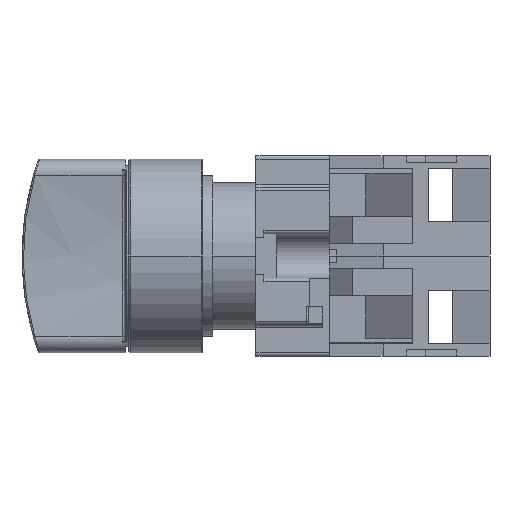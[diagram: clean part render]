
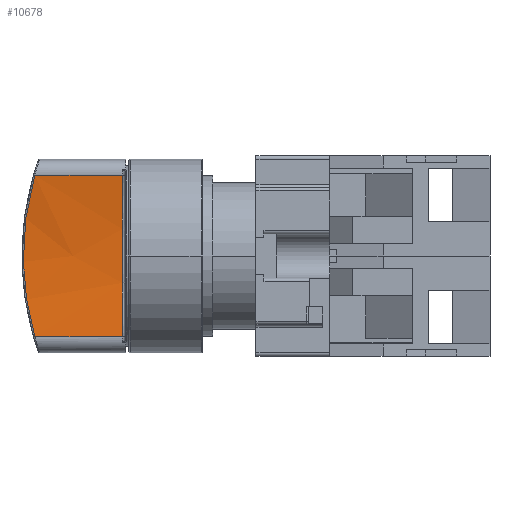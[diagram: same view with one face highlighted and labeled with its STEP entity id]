
A CAD part, left-side view. The second image highlights one B-rep face of the part: STEP entity #10678.
In plain terms, the highlighted face is a extrusion surface.
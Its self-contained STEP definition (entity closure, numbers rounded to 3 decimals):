
#9452=CARTESIAN_POINT('',(-3.905,33.072,12.053));
#9477=CARTESIAN_POINT('',(-3.905,33.072,12.053));
#9478=CARTESIAN_POINT('',(-3.826,33.226,11.526));
#9479=CARTESIAN_POINT('',(-3.678,33.513,10.469));
#9480=CARTESIAN_POINT('',(-3.486,33.882,8.876));
#9481=CARTESIAN_POINT('',(-3.324,34.189,7.276));
#9482=CARTESIAN_POINT('',(-3.195,34.434,5.668));
#9483=CARTESIAN_POINT('',(-3.097,34.618,4.055));
#9484=CARTESIAN_POINT('',(-3.032,34.741,2.438));
#9485=CARTESIAN_POINT('',(-2.999,34.802,
0.819));
#9486=CARTESIAN_POINT('',(-2.999,34.803,
-0.802));
#9487=CARTESIAN_POINT('',(-3.031,34.742,
-2.422));
#9488=CARTESIAN_POINT('',(-3.096,34.62,
-4.04));
#9489=CARTESIAN_POINT('',(-3.194,34.436,
-5.655));
#9490=CARTESIAN_POINT('',(-3.324,34.191,
-7.265));
#9491=CARTESIAN_POINT('',(-3.485,33.883,
-8.87));
#9492=CARTESIAN_POINT('',(-3.677,33.514,
-10.468));
#9493=CARTESIAN_POINT('',(-3.826,33.226,
-11.526));
#9494=CARTESIAN_POINT('',(-3.905,33.072,
-12.053));
#9496=DIRECTION('',(0.,-1.,0.));
#9497=VECTOR('',#9496,13.072);
#9498=CARTESIAN_POINT('',(-3.905,33.072,12.053));
#9499=LINE('',#9498,#9497);
#9500=CARTESIAN_POINT('',(-3.905,20.,12.053));
#9501=CARTESIAN_POINT('',(-3.302,20.,8.036));
#9502=CARTESIAN_POINT('',(-2.698,20.,0.));
#9503=CARTESIAN_POINT('',(-3.302,20.,-8.036));
#9504=CARTESIAN_POINT('',(-3.905,20.,-12.053));
#9506=DIRECTION('',(0.,-1.,0.));
#9507=VECTOR('',#9506,13.072);
#9508=CARTESIAN_POINT('',(-3.905,33.072,
-12.053));
#9509=LINE('',#9508,#9507);
#10101=VERTEX_POINT('',#9500);
#10102=VERTEX_POINT('',#9504);
#10159=VERTEX_POINT('',#9452);
#10161=VERTEX_POINT('',#9494);
#10661=CARTESIAN_POINT('',(-3.941,19.5,12.292));
#10662=CARTESIAN_POINT('',(-3.314,19.5,8.195));
#10663=CARTESIAN_POINT('',(-2.686,19.5,0.));
#10664=CARTESIAN_POINT('',(-3.314,19.5,-8.195));
#10665=CARTESIAN_POINT('',(-3.941,19.5,-12.292));
#10667=DIRECTION('',(0.,1.,0.));
#10668=VECTOR('',#10667,1.);
#10669=SURFACE_OF_LINEAR_EXTRUSION('',#10666,#10668);
#10671=ORIENTED_EDGE('',*,*,#10670,.F.);
#10672=ORIENTED_EDGE('',*,*,#10567,.T.);
#10673=ORIENTED_EDGE('',*,*,#10652,.T.);
#10675=ORIENTED_EDGE('',*,*,#10674,.F.);
#10676=EDGE_LOOP('',(#10671,#10672,#10673,#10675));
#10677=FACE_OUTER_BOUND('',#10676,.F.);
#10678=ADVANCED_FACE('',(#10677),#10669,.F.);
#9495=B_SPLINE_CURVE_WITH_KNOTS('',3,(#9477,#9478,#9479,#9480,#9481,#9482,#9483,
#9484,#9485,#9486,#9487,#9488,#9489,#9490,#9491,#9492,#9493,#9494),
.UNSPECIFIED.,.F.,.F.,(4,1,1,1,1,1,1,1,1,1,1,1,1,1,1,4),(0.,0.067,
0.133,0.2,0.267,0.333,0.4,
0.467,0.533,0.6,0.667,0.733,
0.8,0.867,0.933,1.),.UNSPECIFIED.);
#9505=B_SPLINE_CURVE_WITH_KNOTS('',3,(#9500,#9501,#9502,#9503,#9504),
.UNSPECIFIED.,.F.,.F.,(4,1,4),(0.,0.5,1.),.UNSPECIFIED.);
#10567=EDGE_CURVE('',#10159,#10101,#9499,.T.);
#10652=EDGE_CURVE('',#10101,#10102,#9505,.T.);
#10666=B_SPLINE_CURVE_WITH_KNOTS('',3,(#10661,#10662,#10663,#10664,#10665),
.UNSPECIFIED.,.F.,.F.,(4,1,4),(0.,0.5,1.),.UNSPECIFIED.);
#10670=EDGE_CURVE('',#10159,#10161,#9495,.T.);
#10674=EDGE_CURVE('',#10161,#10102,#9509,.T.);
